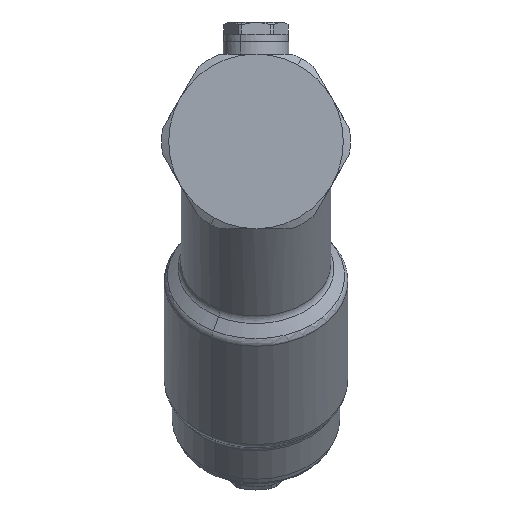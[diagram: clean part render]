
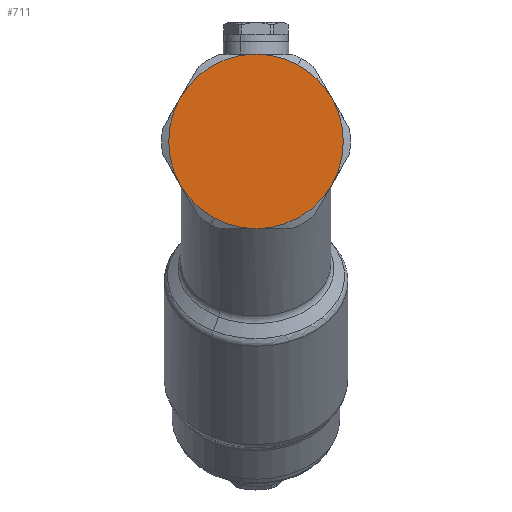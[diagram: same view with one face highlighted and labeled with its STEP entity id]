
A CAD part, front view. The second image highlights one B-rep face of the part: STEP entity #711.
In plain terms, the highlighted planar face has unit normal (0, -1, 0).
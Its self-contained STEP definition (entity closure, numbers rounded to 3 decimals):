
#640=CARTESIAN_POINT('Axis2P3D Location',(0.,0.,0.)) ;
#645=CARTESIAN_POINT('Axis2P3D Location',(0.,0.,0.)) ;
#649=CARTESIAN_POINT('Vertex',(21.218,0.,-12.25)) ;
#651=CARTESIAN_POINT('Vertex',(0.,0.,-24.5)) ;
#654=CARTESIAN_POINT('Axis2P3D Location',(0.,0.,0.)) ;
#658=CARTESIAN_POINT('Vertex',(21.218,0.,12.25)) ;
#661=CARTESIAN_POINT('Axis2P3D Location',(0.,0.,0.)) ;
#665=CARTESIAN_POINT('Vertex',(11.746,0.,21.501)) ;
#668=CARTESIAN_POINT('Axis2P3D Location',(0.,0.,0.)) ;
#672=CARTESIAN_POINT('Vertex',(0.,0.,24.5)) ;
#675=CARTESIAN_POINT('Axis2P3D Location',(0.,0.,0.)) ;
#679=CARTESIAN_POINT('Vertex',(-21.218,0.,12.25)) ;
#682=CARTESIAN_POINT('Axis2P3D Location',(0.,0.,0.)) ;
#686=CARTESIAN_POINT('Vertex',(-21.218,0.,-12.25)) ;
#689=CARTESIAN_POINT('Axis2P3D Location',(0.,0.,0.)) ;
#693=CARTESIAN_POINT('Vertex',(-11.746,0.,-21.501)) ;
#696=CARTESIAN_POINT('Axis2P3D Location',(0.,0.,0.)) ;
#641=DIRECTION('Axis2P3D Direction',(-0.,1.,0.)) ;
#642=DIRECTION('Axis2P3D XDirection',(1.,0.,0.)) ;
#646=DIRECTION('Axis2P3D Direction',(-0.,1.,0.)) ;
#655=DIRECTION('Axis2P3D Direction',(-0.,1.,0.)) ;
#662=DIRECTION('Axis2P3D Direction',(-0.,1.,0.)) ;
#669=DIRECTION('Axis2P3D Direction',(-0.,1.,0.)) ;
#676=DIRECTION('Axis2P3D Direction',(-0.,1.,0.)) ;
#683=DIRECTION('Axis2P3D Direction',(-0.,1.,0.)) ;
#690=DIRECTION('Axis2P3D Direction',(-0.,1.,0.)) ;
#697=DIRECTION('Axis2P3D Direction',(-0.,1.,0.)) ;
#643=AXIS2_PLACEMENT_3D('Plane Axis2P3D',#640,#641,#642) ;
#647=AXIS2_PLACEMENT_3D('Circle Axis2P3D',#645,#646,$) ;
#656=AXIS2_PLACEMENT_3D('Circle Axis2P3D',#654,#655,$) ;
#663=AXIS2_PLACEMENT_3D('Circle Axis2P3D',#661,#662,$) ;
#670=AXIS2_PLACEMENT_3D('Circle Axis2P3D',#668,#669,$) ;
#677=AXIS2_PLACEMENT_3D('Circle Axis2P3D',#675,#676,$) ;
#684=AXIS2_PLACEMENT_3D('Circle Axis2P3D',#682,#683,$) ;
#691=AXIS2_PLACEMENT_3D('Circle Axis2P3D',#689,#690,$) ;
#698=AXIS2_PLACEMENT_3D('Circle Axis2P3D',#696,#697,$) ;
#702=ORIENTED_EDGE('',*,*,#653,.F.) ;
#703=ORIENTED_EDGE('',*,*,#660,.F.) ;
#704=ORIENTED_EDGE('',*,*,#667,.F.) ;
#705=ORIENTED_EDGE('',*,*,#674,.F.) ;
#706=ORIENTED_EDGE('',*,*,#681,.F.) ;
#707=ORIENTED_EDGE('',*,*,#688,.F.) ;
#708=ORIENTED_EDGE('',*,*,#695,.F.) ;
#709=ORIENTED_EDGE('',*,*,#700,.F.) ;
#711=ADVANCED_FACE('PartBody',(#710),#644,.F.) ;
#648=CIRCLE('generated circle',#647,24.5) ;
#657=CIRCLE('generated circle',#656,24.5) ;
#664=CIRCLE('generated circle',#663,24.5) ;
#671=CIRCLE('generated circle',#670,24.5) ;
#678=CIRCLE('generated circle',#677,24.5) ;
#685=CIRCLE('generated circle',#684,24.5) ;
#692=CIRCLE('generated circle',#691,24.5) ;
#699=CIRCLE('generated circle',#698,24.5) ;
#653=EDGE_CURVE('',#650,#652,#648,.T.) ;
#660=EDGE_CURVE('',#659,#650,#657,.T.) ;
#667=EDGE_CURVE('',#666,#659,#664,.T.) ;
#674=EDGE_CURVE('',#673,#666,#671,.T.) ;
#681=EDGE_CURVE('',#680,#673,#678,.T.) ;
#688=EDGE_CURVE('',#687,#680,#685,.T.) ;
#695=EDGE_CURVE('',#694,#687,#692,.T.) ;
#700=EDGE_CURVE('',#652,#694,#699,.T.) ;
#701=EDGE_LOOP('',(#702,#703,#704,#705,#706,#707,#708,#709)) ;
#710=FACE_OUTER_BOUND('',#701,.T.) ;
#644=PLANE('',#643) ;
#650=VERTEX_POINT('',#649) ;
#652=VERTEX_POINT('',#651) ;
#659=VERTEX_POINT('',#658) ;
#666=VERTEX_POINT('',#665) ;
#673=VERTEX_POINT('',#672) ;
#680=VERTEX_POINT('',#679) ;
#687=VERTEX_POINT('',#686) ;
#694=VERTEX_POINT('',#693) ;
